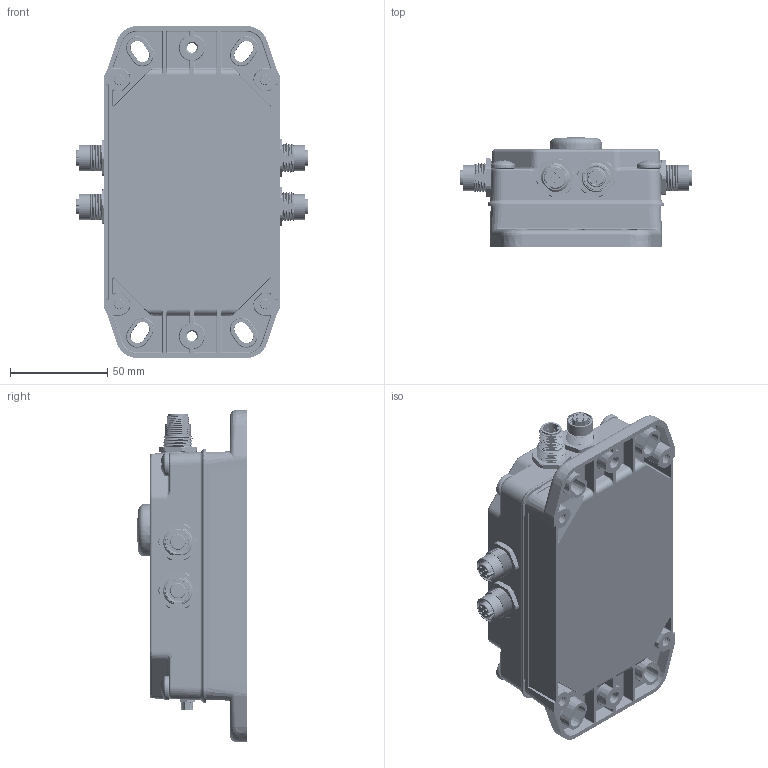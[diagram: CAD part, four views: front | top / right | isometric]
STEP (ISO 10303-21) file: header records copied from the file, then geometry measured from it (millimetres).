
FILE_DESCRIPTION((''),'2;1');
FILE_NAME('235944_SM01_ASM','2023-06-29T15:30:38',('banengservice'),('BANNER ENGINEERING'),'CREO PARAMETRIC BY PTC INC, 2022414','CREO PARAMETRIC BY PTC INC, 2022414','');
FILE_SCHEMA(('CONFIG_CONTROL_DESIGN'));
Products named in the file (2): 235944_EP01; 235944_SM01_ASM
Assembly tree (1 placements, depth 2):
  235944_SM01_ASM
    235944_EP01
Bounding box: 119.44 x 56.5 x 170.5 mm (x, y, z)
Volume: 550173.6 mm3; surface area: 90626.9 mm2
Topology: 1 solids, 1 shells, 4056 faces, 11041 edges, 7046 vertices
Faces by surface type: cylinder 1664, plane 1315, bspline 646, cone 253, torus 92, sphere 82, extrusion 4
Entity records: 321581 total; most frequent: CARTESIAN_POINT 225544, ORIENTED_EDGE 22038, DIRECTION 17189, EDGE_CURVE 11019, VERTEX_POINT 7046, AXIS2_PLACEMENT_3D 6202, VECTOR 4785, LINE 4781
